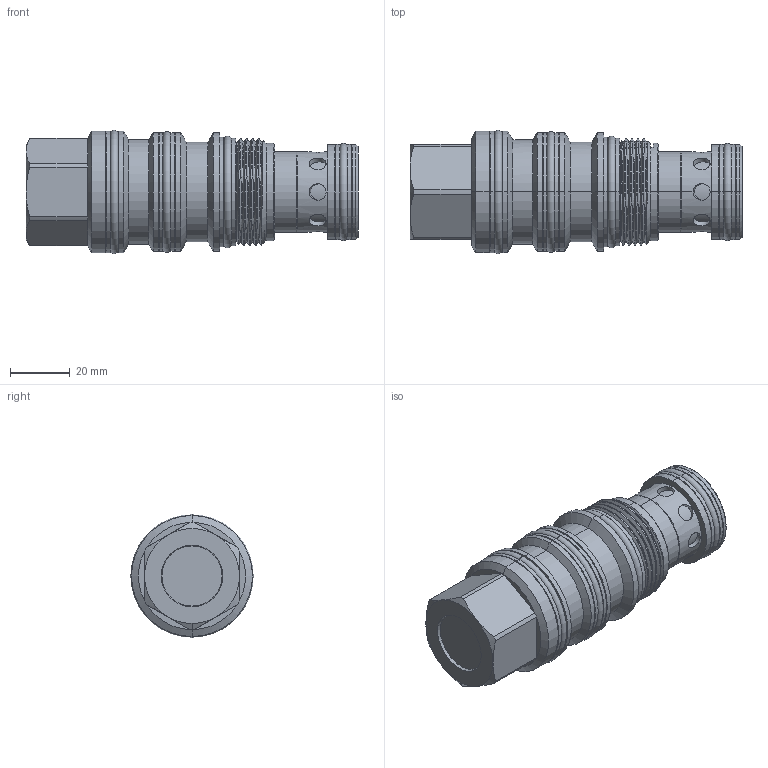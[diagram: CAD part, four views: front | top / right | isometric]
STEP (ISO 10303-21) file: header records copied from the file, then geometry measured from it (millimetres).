
FILE_DESCRIPTION (( 'STEP AP203' ), '1' );
FILE_NAME ('LB23A4RH8W.STEP', '2025-04-23T08:12:49', ( '' ), ( '' ), 'SwSTEP 2.0', 'SolidWorks 2018', '' );
FILE_SCHEMA (( 'CONFIG_CONTROL_DESIGN' ));
Length unit declared in the file: millimetre
Products named in the file (1): LB23A4RH8W
Bounding box: 110.88 x 41.17 x 41.17 mm (x, y, z)
Volume: 101374.3 mm3; surface area: 19490.2 mm2
Topology: 1 solids, 1 shells, 243 faces, 530 edges, 320 vertices
Faces by surface type: cylinder 124, cone 50, plane 45, torus 21, bspline 3
Entity records: 8892 total; most frequent: CARTESIAN_POINT 3527, DIRECTION 1164, ORIENTED_EDGE 1060, EDGE_CURVE 530, AXIS2_PLACEMENT_3D 497, VERTEX_POINT 320, EDGE_LOOP 276, CIRCLE 256
